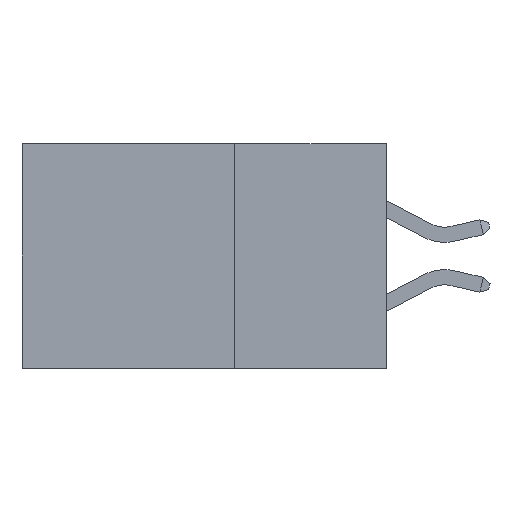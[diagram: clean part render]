
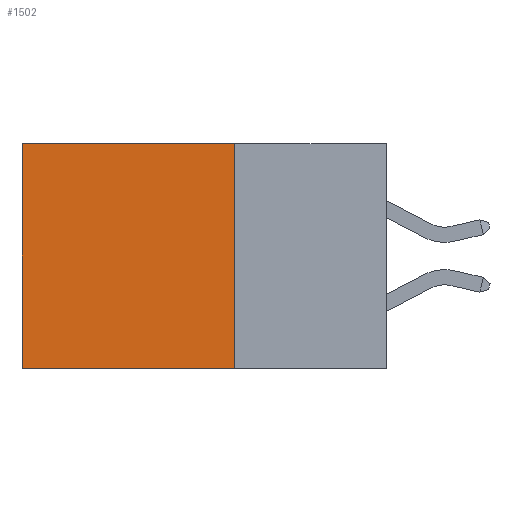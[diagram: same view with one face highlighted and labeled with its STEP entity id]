
A CAD part, left-side view. The second image highlights one B-rep face of the part: STEP entity #1502.
In plain terms, the highlighted planar face has unit normal (-1, 0, 0).
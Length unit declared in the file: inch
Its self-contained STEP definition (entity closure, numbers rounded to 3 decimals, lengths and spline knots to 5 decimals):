
#618 = DIRECTION ( 'NONE',  ( 0., 0., -1. ) ) ;
#1100 = LINE ( 'NONE', #12925, #3011 ) ;
#1286 = AXIS2_PLACEMENT_3D ( 'NONE', #3467, #17424, #618 ) ;
#1502 = ADVANCED_FACE ( 'NONE', ( #10086 ), #14259, .F. ) ;
#1828 = CARTESIAN_POINT ( 'NONE',  ( 0.298, 0.25, 0. ) ) ;
#2070 = VERTEX_POINT ( 'NONE', #15946 ) ;
#3011 = VECTOR ( 'NONE', #11442, 39.37008 ) ;
#3326 = EDGE_CURVE ( 'NONE', #9302, #11588, #6979, .T. ) ;
#3467 = CARTESIAN_POINT ( 'NONE',  ( 0.298, 0.25, 0. ) ) ;
#4074 = DIRECTION ( 'NONE',  ( 0., 0., -1. ) ) ;
#4843 = CARTESIAN_POINT ( 'NONE',  ( 0.298, 0.25, 0. ) ) ;
#5622 = VECTOR ( 'NONE', #4074, 39.37008 ) ;
#5986 = ORIENTED_EDGE ( 'NONE', *, *, #15840, .F. ) ;
#6741 = CARTESIAN_POINT ( 'NONE',  ( 0.298, 0.6, 0. ) ) ;
#6979 = LINE ( 'NONE', #1828, #7406 ) ;
#7406 = VECTOR ( 'NONE', #15570, 39.37008 ) ;
#7507 = ORIENTED_EDGE ( 'NONE', *, *, #3326, .T. ) ;
#7603 = VECTOR ( 'NONE', #14835, 39.37008 ) ;
#8616 = CARTESIAN_POINT ( 'NONE',  ( 0.298, 0.6, -0.37 ) ) ;
#9302 = VERTEX_POINT ( 'NONE', #4843 ) ;
#10086 = FACE_OUTER_BOUND ( 'NONE', #11762, .T. ) ;
#10757 = EDGE_CURVE ( 'NONE', #9302, #2070, #10843, .T. ) ;
#10843 = LINE ( 'NONE', #11015, #7603 ) ;
#11015 = CARTESIAN_POINT ( 'NONE',  ( 0.298, 0.25, 0. ) ) ;
#11442 = DIRECTION ( 'NONE',  ( 0., 1., 0. ) ) ;
#11588 = VERTEX_POINT ( 'NONE', #14039 ) ;
#11666 = ORIENTED_EDGE ( 'NONE', *, *, #14876, .T. ) ;
#11762 = EDGE_LOOP ( 'NONE', ( #11666, #5986, #17031, #7507 ) ) ;
#12925 = CARTESIAN_POINT ( 'NONE',  ( 0.298, 0.25, -0.37 ) ) ;
#14039 = CARTESIAN_POINT ( 'NONE',  ( 0.298, 0.6, 0. ) ) ;
#14259 = PLANE ( 'NONE',  #1286 ) ;
#14835 = DIRECTION ( 'NONE',  ( 0., 0., -1. ) ) ;
#14876 = EDGE_CURVE ( 'NONE', #11588, #15090, #16308, .T. ) ;
#15090 = VERTEX_POINT ( 'NONE', #8616 ) ;
#15570 = DIRECTION ( 'NONE',  ( 0., 1., 0. ) ) ;
#15840 = EDGE_CURVE ( 'NONE', #2070, #15090, #1100, .T. ) ;
#15946 = CARTESIAN_POINT ( 'NONE',  ( 0.298, 0.25, -0.37 ) ) ;
#16308 = LINE ( 'NONE', #6741, #5622 ) ;
#17031 = ORIENTED_EDGE ( 'NONE', *, *, #10757, .F. ) ;
#17424 = DIRECTION ( 'NONE',  ( 1., 0., 0. ) ) ;
